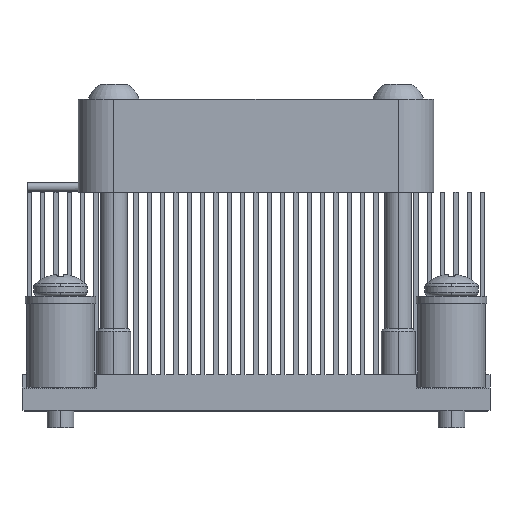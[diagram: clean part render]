
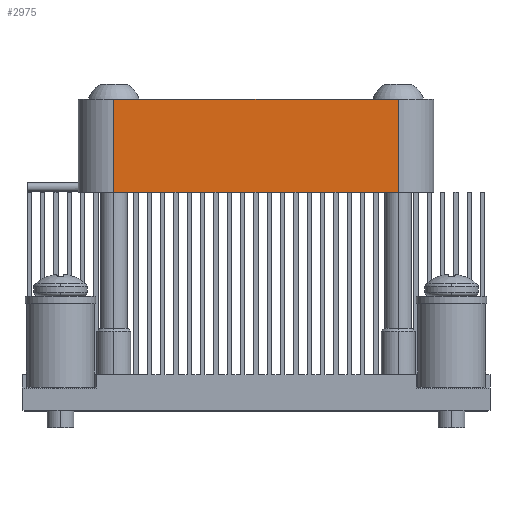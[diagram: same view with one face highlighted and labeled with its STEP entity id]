
A CAD part, front view. The second image highlights one B-rep face of the part: STEP entity #2975.
In plain terms, the highlighted planar face has unit normal (0, -1, 0).
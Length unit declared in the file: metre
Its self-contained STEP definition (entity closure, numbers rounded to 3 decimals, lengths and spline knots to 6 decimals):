
#2975=ADVANCED_FACE('2:40976',(#8672),#8673,.F.);
#8672=FACE_OUTER_BOUND('',#17051,.T.);
#8673=PLANE('',#17052);
#17051=EDGE_LOOP('',(#37459,#37460,#37461,#37462));
#17052=AXIS2_PLACEMENT_3D('',#37463,#37464,#37465);
#37459=ORIENTED_EDGE('',*,*,#44277,.T.);
#37460=ORIENTED_EDGE('',*,*,#44280,.F.);
#37461=ORIENTED_EDGE('',*,*,#44250,.F.);
#37462=ORIENTED_EDGE('',*,*,#44278,.T.);
#37463=CARTESIAN_POINT('',(-0.016,-0.02,0.00525));
#37464=DIRECTION('',(0.,1.0,0.0));
#37465=DIRECTION('',(1.0,0.,0.0));
#44250=EDGE_CURVE('2:41612',#55059,#55061,#55062,.T.);
#44277=EDGE_CURVE('2:41696',#55093,#55105,#55107,.T.);
#44278=EDGE_CURVE('2:41699',#55059,#55093,#55108,.T.);
#44280=EDGE_CURVE('2:41705',#55061,#55105,#55110,.T.);
#55059=VERTEX_POINT('NONE',#74566);
#55061=VERTEX_POINT('NONE',#74568);
#55062=LINE('',#74569,#74570);
#55093=VERTEX_POINT('NONE',#74614);
#55105=VERTEX_POINT('NONE',#74629);
#55107=LINE('',#74631,#74632);
#55108=LINE('',#74633,#74634);
#55110=LINE('',#74637,#74638);
#74566=CARTESIAN_POINT('',(-0.016,-0.02,0.00525));
#74568=CARTESIAN_POINT('',(0.016,-0.02,0.00525));
#74569=CARTESIAN_POINT('',(-0.016,-0.02,0.00525));
#74570=VECTOR('',#81655,1.0);
#74614=CARTESIAN_POINT('',(-0.016,-0.02,-0.00525));
#74629=CARTESIAN_POINT('',(0.016,-0.02,-0.00525));
#74631=CARTESIAN_POINT('',(-0.016,-0.02,-0.00525));
#74632=VECTOR('',#81702,1.0);
#74633=CARTESIAN_POINT('',(-0.016,-0.02,0.00525));
#74634=VECTOR('',#81703,1.0);
#74637=CARTESIAN_POINT('',(0.016,-0.02,0.00525));
#74638=VECTOR('',#81705,1.0);
#81655=DIRECTION('',(1.0,0.,0.0));
#81702=DIRECTION('',(1.0,0.,0.0));
#81703=DIRECTION('',(-0.0,-0.0,-1.0));
#81705=DIRECTION('',(-0.0,-0.0,-1.0));
